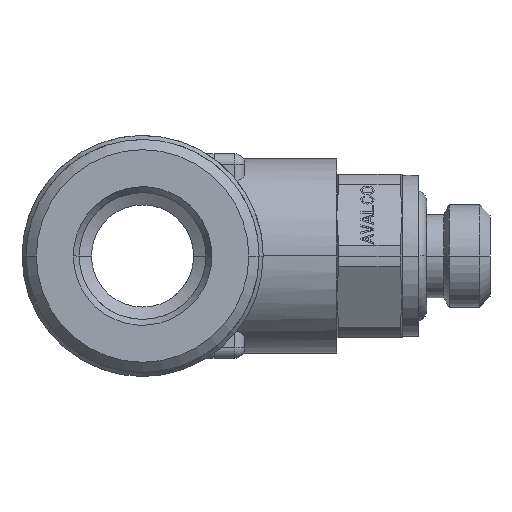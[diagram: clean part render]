
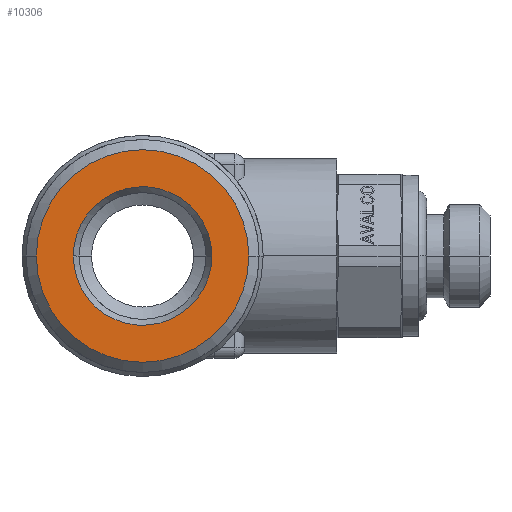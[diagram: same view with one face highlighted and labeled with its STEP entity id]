
A CAD part, left-side view. The second image highlights one B-rep face of the part: STEP entity #10306.
In plain terms, the highlighted planar face has unit normal (-1, 0, 0).
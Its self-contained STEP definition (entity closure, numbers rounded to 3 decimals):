
#10140=CARTESIAN_POINT('Vertex',(-23.8,-5.2,0.)) ;
#10143=CARTESIAN_POINT('Axis2P3D Location',(-23.8,0.,0.)) ;
#10147=CARTESIAN_POINT('Vertex',(-23.8,5.2,0.)) ;
#10167=CARTESIAN_POINT('Axis2P3D Location',(-23.8,0.,0.)) ;
#10243=CARTESIAN_POINT('Axis2P3D Location',(-23.8,0.,0.)) ;
#10253=CARTESIAN_POINT('Control Point',(-23.8,-3.389,0.)) ;
#10254=CARTESIAN_POINT('Control Point',(-23.8,-3.389,0.361)) ;
#10255=CARTESIAN_POINT('Control Point',(-23.8,-3.341,0.721)) ;
#10256=CARTESIAN_POINT('Control Point',(-23.8,-3.245,1.074)) ;
#10257=CARTESIAN_POINT('Control Point',(-23.8,-2.961,1.744)) ;
#10258=CARTESIAN_POINT('Control Point',(-23.8,-2.512,2.317)) ;
#10259=CARTESIAN_POINT('Control Point',(-23.8,-2.251,2.572)) ;
#10260=CARTESIAN_POINT('Control Point',(-23.8,-1.667,3.006)) ;
#10261=CARTESIAN_POINT('Control Point',(-23.8,-0.989,3.271)) ;
#10262=CARTESIAN_POINT('Control Point',(-23.8,-0.634,3.358)) ;
#10263=CARTESIAN_POINT('Control Point',(-23.8,0.089,3.436)) ;
#10264=CARTESIAN_POINT('Control Point',(-23.8,0.808,3.321)) ;
#10265=CARTESIAN_POINT('Control Point',(-23.8,1.158,3.216)) ;
#10266=CARTESIAN_POINT('Control Point',(-23.8,1.82,2.915)) ;
#10267=CARTESIAN_POINT('Control Point',(-23.8,2.381,2.451)) ;
#10268=CARTESIAN_POINT('Control Point',(-23.8,2.629,2.183)) ;
#10269=CARTESIAN_POINT('Control Point',(-23.8,3.027,1.617)) ;
#10270=CARTESIAN_POINT('Control Point',(-23.8,3.271,0.97)) ;
#10271=CARTESIAN_POINT('Control Point',(-23.8,3.35,0.651)) ;
#10272=CARTESIAN_POINT('Control Point',(-23.8,3.389,0.326)) ;
#10273=CARTESIAN_POINT('Control Point',(-23.8,3.389,0.)) ;
#10274=CARTESIAN_POINT('Vertex',(-23.8,-3.389,0.)) ;
#10276=CARTESIAN_POINT('Vertex',(-23.8,3.389,0.)) ;
#10280=CARTESIAN_POINT('Control Point',(-23.8,3.389,0.)) ;
#10281=CARTESIAN_POINT('Control Point',(-23.8,3.389,-0.361)) ;
#10282=CARTESIAN_POINT('Control Point',(-23.8,3.341,-0.721)) ;
#10283=CARTESIAN_POINT('Control Point',(-23.8,3.245,-1.074)) ;
#10284=CARTESIAN_POINT('Control Point',(-23.8,2.961,-1.744)) ;
#10285=CARTESIAN_POINT('Control Point',(-23.8,2.512,-2.317)) ;
#10286=CARTESIAN_POINT('Control Point',(-23.8,2.251,-2.572)) ;
#10287=CARTESIAN_POINT('Control Point',(-23.8,1.667,-3.006)) ;
#10288=CARTESIAN_POINT('Control Point',(-23.8,0.989,-3.271)) ;
#10289=CARTESIAN_POINT('Control Point',(-23.8,0.634,-3.358)) ;
#10290=CARTESIAN_POINT('Control Point',(-23.8,-0.089,-3.436)) ;
#10291=CARTESIAN_POINT('Control Point',(-23.8,-0.808,-3.321)) ;
#10292=CARTESIAN_POINT('Control Point',(-23.8,-1.158,-3.216)) ;
#10293=CARTESIAN_POINT('Control Point',(-23.8,-1.82,-2.915)) ;
#10294=CARTESIAN_POINT('Control Point',(-23.8,-2.381,-2.451)) ;
#10295=CARTESIAN_POINT('Control Point',(-23.8,-2.629,-2.183)) ;
#10296=CARTESIAN_POINT('Control Point',(-23.8,-3.027,-1.617)) ;
#10297=CARTESIAN_POINT('Control Point',(-23.8,-3.271,-0.97)) ;
#10298=CARTESIAN_POINT('Control Point',(-23.8,-3.35,-0.651)) ;
#10299=CARTESIAN_POINT('Control Point',(-23.8,-3.389,-0.326)) ;
#10300=CARTESIAN_POINT('Control Point',(-23.8,-3.389,0.)) ;
#10144=DIRECTION('Axis2P3D Direction',(1.,0.,0.)) ;
#10168=DIRECTION('Axis2P3D Direction',(1.,0.,0.)) ;
#10244=DIRECTION('Axis2P3D Direction',(1.,0.,0.)) ;
#10245=DIRECTION('Axis2P3D XDirection',(0.,-1.,0.)) ;
#10145=AXIS2_PLACEMENT_3D('Circle Axis2P3D',#10143,#10144,$) ;
#10169=AXIS2_PLACEMENT_3D('Circle Axis2P3D',#10167,#10168,$) ;
#10246=AXIS2_PLACEMENT_3D('Plane Axis2P3D',#10243,#10244,#10245) ;
#10249=ORIENTED_EDGE('',*,*,#10171,.F.) ;
#10250=ORIENTED_EDGE('',*,*,#10149,.T.) ;
#10303=ORIENTED_EDGE('',*,*,#10278,.F.) ;
#10304=ORIENTED_EDGE('',*,*,#10301,.F.) ;
#10305=FACE_BOUND('',#10302,.T.) ;
#10306=ADVANCED_FACE('PR417B-06M5H',(#10251,#10305),#10247,.F.) ;
#10252=B_SPLINE_CURVE_WITH_KNOTS('',5,(#10253,#10254,#10255,#10256,#10257,#10258,#10259,#10260,#10261,#10262,#10263,#10264,#10265,#10266,#10267,#10268,#10269,#10270,#10271,#10272,#10273),.UNSPECIFIED.,.F.,.U.,(6,3,3,3,3,3,6),(0.,2.551,5.101,7.652,10.203,12.753,15.055),.UNSPECIFIED.) ;
#10279=B_SPLINE_CURVE_WITH_KNOTS('',5,(#10280,#10281,#10282,#10283,#10284,#10285,#10286,#10287,#10288,#10289,#10290,#10291,#10292,#10293,#10294,#10295,#10296,#10297,#10298,#10299,#10300),.UNSPECIFIED.,.F.,.U.,(6,3,3,3,3,3,6),(0.,2.551,5.101,7.652,10.203,12.753,15.055),.UNSPECIFIED.) ;
#10146=CIRCLE('generated circle',#10145,5.2) ;
#10170=CIRCLE('generated circle',#10169,5.2) ;
#10149=EDGE_CURVE('',#10148,#10141,#10146,.F.) ;
#10171=EDGE_CURVE('',#10148,#10141,#10170,.T.) ;
#10278=EDGE_CURVE('',#10275,#10277,#10252,.T.) ;
#10301=EDGE_CURVE('',#10277,#10275,#10279,.T.) ;
#10248=EDGE_LOOP('',(#10249,#10250)) ;
#10302=EDGE_LOOP('',(#10303,#10304)) ;
#10251=FACE_OUTER_BOUND('',#10248,.T.) ;
#10247=PLANE('',#10246) ;
#10141=VERTEX_POINT('',#10140) ;
#10148=VERTEX_POINT('',#10147) ;
#10275=VERTEX_POINT('',#10274) ;
#10277=VERTEX_POINT('',#10276) ;
